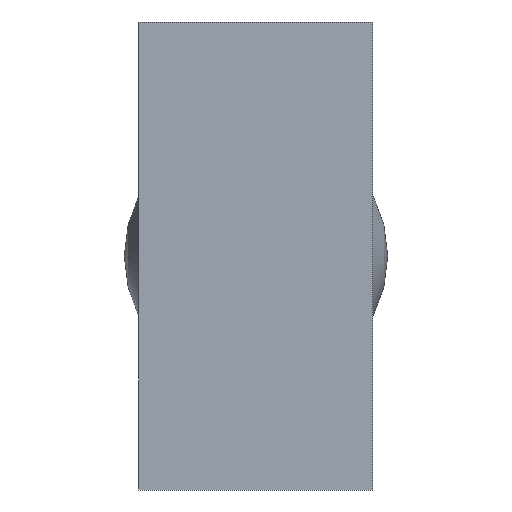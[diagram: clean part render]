
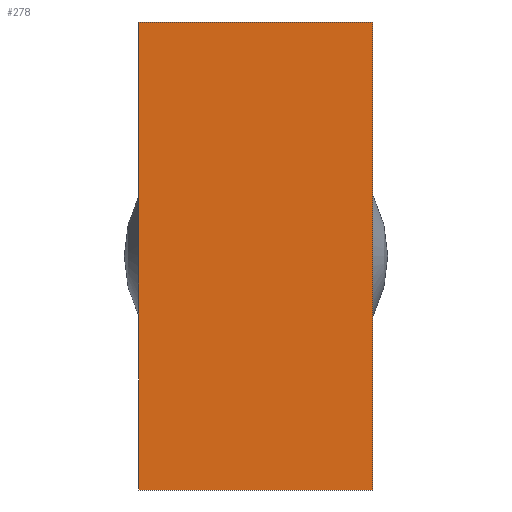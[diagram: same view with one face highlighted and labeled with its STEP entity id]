
A CAD part, front view. The second image highlights one B-rep face of the part: STEP entity #278.
In plain terms, the highlighted planar face has unit normal (0, -1, 0).
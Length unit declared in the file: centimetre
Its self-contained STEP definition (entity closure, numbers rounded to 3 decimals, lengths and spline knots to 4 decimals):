
#24=LINE('',#443,#50);
#36=LINE('',#467,#62);
#39=LINE('',#472,#65);
#40=LINE('',#474,#66);
#50=VECTOR('',#363,1.);
#62=VECTOR('',#385,1.);
#65=VECTOR('',#390,1.);
#66=VECTOR('',#393,1.);
#78=PLANE('',#317);
#95=FACE_OUTER_BOUND('',#112,.T.);
#112=EDGE_LOOP('',(#259,#260,#261,#262));
#142=VERTEX_POINT('',#440);
#143=VERTEX_POINT('',#442);
#150=VERTEX_POINT('',#466);
#151=VERTEX_POINT('',#470);
#172=EDGE_CURVE('',#142,#143,#24,.T.);
#184=EDGE_CURVE('',#150,#142,#36,.T.);
#187=EDGE_CURVE('',#151,#150,#39,.T.);
#188=EDGE_CURVE('',#143,#151,#40,.T.);
#259=ORIENTED_EDGE('',*,*,#172,.F.);
#260=ORIENTED_EDGE('',*,*,#184,.F.);
#261=ORIENTED_EDGE('',*,*,#187,.F.);
#262=ORIENTED_EDGE('',*,*,#188,.F.);
#278=ADVANCED_FACE('',(#95),#78,.F.);
#317=AXIS2_PLACEMENT_3D('',#475,#394,#395);
#363=DIRECTION('',(0.,0.,-1.));
#385=DIRECTION('',(1.,0.,0.));
#390=DIRECTION('',(0.,0.,1.));
#393=DIRECTION('',(-1.,0.,0.));
#394=DIRECTION('center_axis',(0.,1.,0.));
#395=DIRECTION('ref_axis',(1.,0.,0.));
#440=CARTESIAN_POINT('',(0.2,0.,0.4));
#442=CARTESIAN_POINT('',(0.2,0.,-0.4));
#443=CARTESIAN_POINT('',(0.2,0.,0.4));
#466=CARTESIAN_POINT('',(-0.2,0.,0.4));
#467=CARTESIAN_POINT('',(-0.2,0.,0.4));
#470=CARTESIAN_POINT('',(-0.2,0.,-0.4));
#472=CARTESIAN_POINT('',(-0.2,0.,-0.4));
#474=CARTESIAN_POINT('',(0.2,0.,-0.4));
#475=CARTESIAN_POINT('Origin',(0.,0.,0.));
